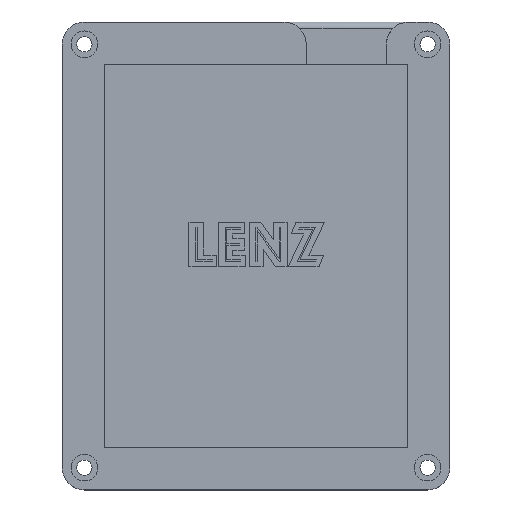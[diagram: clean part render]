
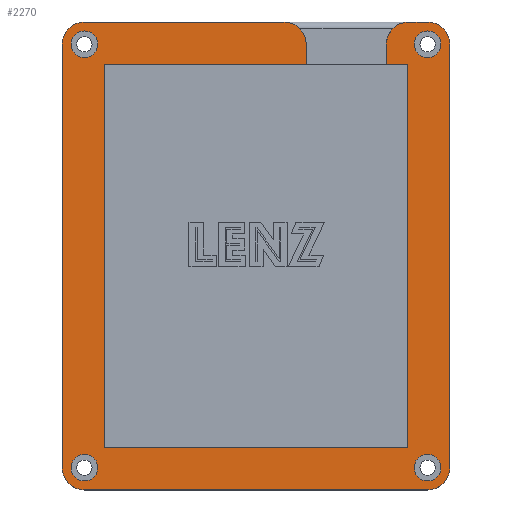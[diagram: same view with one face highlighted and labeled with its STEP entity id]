
A CAD part, top view. The second image highlights one B-rep face of the part: STEP entity #2270.
In plain terms, the highlighted planar face has unit normal (0, 0, 1).
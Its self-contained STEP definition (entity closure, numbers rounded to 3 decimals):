
#41=FACE_BOUND('',#316,.T.);
#42=FACE_BOUND('',#317,.T.);
#43=FACE_BOUND('',#318,.T.);
#44=FACE_BOUND('',#319,.T.);
#66=PLANE('',#2437);
#178=FACE_OUTER_BOUND('',#315,.T.);
#315=EDGE_LOOP('',(#1641,#1642,#1643,#1644,#1645,#1646,#1647,#1648,#1649,
#1650,#1651,#1652,#1653,#1654,#1655,#1656,#1657,#1658));
#316=EDGE_LOOP('',(#1659));
#317=EDGE_LOOP('',(#1660));
#318=EDGE_LOOP('',(#1661));
#319=EDGE_LOOP('',(#1662));
#456=LINE('',#3311,#731);
#457=LINE('',#3315,#732);
#458=LINE('',#3319,#733);
#459=LINE('',#3323,#734);
#460=LINE('',#3327,#735);
#461=LINE('',#3331,#736);
#462=LINE('',#3333,#737);
#463=LINE('',#3335,#738);
#464=LINE('',#3337,#739);
#465=LINE('',#3339,#740);
#466=LINE('',#3341,#741);
#467=LINE('',#3342,#742);
#731=VECTOR('',#2674,10.);
#732=VECTOR('',#2677,10.);
#733=VECTOR('',#2680,10.);
#734=VECTOR('',#2683,10.);
#735=VECTOR('',#2686,10.);
#736=VECTOR('',#2689,10.);
#737=VECTOR('',#2690,10.);
#738=VECTOR('',#2691,10.);
#739=VECTOR('',#2692,10.);
#740=VECTOR('',#2693,10.);
#741=VECTOR('',#2694,10.);
#742=VECTOR('',#2695,10.);
#1009=CIRCLE('',#2436,5.);
#1010=CIRCLE('',#2438,5.);
#1011=CIRCLE('',#2439,5.);
#1012=CIRCLE('',#2440,5.);
#1013=CIRCLE('',#2441,5.);
#1014=CIRCLE('',#2442,5.);
#1015=CIRCLE('',#2443,3.);
#1016=CIRCLE('',#2444,3.);
#1017=CIRCLE('',#2445,3.);
#1018=CIRCLE('',#2446,3.);
#1063=VERTEX_POINT('',#3304);
#1064=VERTEX_POINT('',#3305);
#1065=VERTEX_POINT('',#3310);
#1066=VERTEX_POINT('',#3312);
#1067=VERTEX_POINT('',#3314);
#1068=VERTEX_POINT('',#3316);
#1069=VERTEX_POINT('',#3318);
#1070=VERTEX_POINT('',#3320);
#1071=VERTEX_POINT('',#3322);
#1072=VERTEX_POINT('',#3324);
#1073=VERTEX_POINT('',#3326);
#1074=VERTEX_POINT('',#3328);
#1075=VERTEX_POINT('',#3330);
#1076=VERTEX_POINT('',#3332);
#1077=VERTEX_POINT('',#3334);
#1078=VERTEX_POINT('',#3336);
#1079=VERTEX_POINT('',#3338);
#1080=VERTEX_POINT('',#3340);
#1081=VERTEX_POINT('',#3343);
#1082=VERTEX_POINT('',#3345);
#1083=VERTEX_POINT('',#3347);
#1084=VERTEX_POINT('',#3349);
#1286=EDGE_CURVE('',#1063,#1064,#1009,.T.);
#1289=EDGE_CURVE('',#1063,#1065,#456,.T.);
#1290=EDGE_CURVE('',#1066,#1065,#1010,.T.);
#1291=EDGE_CURVE('',#1066,#1067,#457,.T.);
#1292=EDGE_CURVE('',#1068,#1067,#1011,.T.);
#1293=EDGE_CURVE('',#1068,#1069,#458,.T.);
#1294=EDGE_CURVE('',#1070,#1069,#1012,.T.);
#1295=EDGE_CURVE('',#1070,#1071,#459,.T.);
#1296=EDGE_CURVE('',#1072,#1071,#1013,.T.);
#1297=EDGE_CURVE('',#1072,#1073,#460,.T.);
#1298=EDGE_CURVE('',#1074,#1073,#1014,.T.);
#1299=EDGE_CURVE('',#1074,#1075,#461,.T.);
#1300=EDGE_CURVE('',#1075,#1076,#462,.T.);
#1301=EDGE_CURVE('',#1076,#1077,#463,.T.);
#1302=EDGE_CURVE('',#1077,#1078,#464,.T.);
#1303=EDGE_CURVE('',#1078,#1079,#465,.T.);
#1304=EDGE_CURVE('',#1079,#1080,#466,.T.);
#1305=EDGE_CURVE('',#1080,#1064,#467,.T.);
#1306=EDGE_CURVE('',#1081,#1081,#1015,.T.);
#1307=EDGE_CURVE('',#1082,#1082,#1016,.T.);
#1308=EDGE_CURVE('',#1083,#1083,#1017,.T.);
#1309=EDGE_CURVE('',#1084,#1084,#1018,.T.);
#1641=ORIENTED_EDGE('',*,*,#1286,.F.);
#1642=ORIENTED_EDGE('',*,*,#1289,.T.);
#1643=ORIENTED_EDGE('',*,*,#1290,.F.);
#1644=ORIENTED_EDGE('',*,*,#1291,.T.);
#1645=ORIENTED_EDGE('',*,*,#1292,.F.);
#1646=ORIENTED_EDGE('',*,*,#1293,.T.);
#1647=ORIENTED_EDGE('',*,*,#1294,.F.);
#1648=ORIENTED_EDGE('',*,*,#1295,.T.);
#1649=ORIENTED_EDGE('',*,*,#1296,.F.);
#1650=ORIENTED_EDGE('',*,*,#1297,.T.);
#1651=ORIENTED_EDGE('',*,*,#1298,.F.);
#1652=ORIENTED_EDGE('',*,*,#1299,.T.);
#1653=ORIENTED_EDGE('',*,*,#1300,.T.);
#1654=ORIENTED_EDGE('',*,*,#1301,.T.);
#1655=ORIENTED_EDGE('',*,*,#1302,.T.);
#1656=ORIENTED_EDGE('',*,*,#1303,.T.);
#1657=ORIENTED_EDGE('',*,*,#1304,.T.);
#1658=ORIENTED_EDGE('',*,*,#1305,.T.);
#1659=ORIENTED_EDGE('',*,*,#1306,.T.);
#1660=ORIENTED_EDGE('',*,*,#1307,.T.);
#1661=ORIENTED_EDGE('',*,*,#1308,.T.);
#1662=ORIENTED_EDGE('',*,*,#1309,.T.);
#2270=ADVANCED_FACE('',(#178,#41,#42,#43,#44),#66,.T.);
#2436=AXIS2_PLACEMENT_3D('',#3306,#2668,#2669);
#2437=AXIS2_PLACEMENT_3D('',#3309,#2672,#2673);
#2438=AXIS2_PLACEMENT_3D('',#3313,#2675,#2676);
#2439=AXIS2_PLACEMENT_3D('',#3317,#2678,#2679);
#2440=AXIS2_PLACEMENT_3D('',#3321,#2681,#2682);
#2441=AXIS2_PLACEMENT_3D('',#3325,#2684,#2685);
#2442=AXIS2_PLACEMENT_3D('',#3329,#2687,#2688);
#2443=AXIS2_PLACEMENT_3D('',#3344,#2696,#2697);
#2444=AXIS2_PLACEMENT_3D('',#3346,#2698,#2699);
#2445=AXIS2_PLACEMENT_3D('',#3348,#2700,#2701);
#2446=AXIS2_PLACEMENT_3D('',#3350,#2702,#2703);
#2668=DIRECTION('center_axis',(0.,0.,-1.));
#2669=DIRECTION('ref_axis',(0.707,0.707,0.));
#2672=DIRECTION('center_axis',(0.,0.,1.));
#2673=DIRECTION('ref_axis',(1.,0.,0.));
#2674=DIRECTION('',(-1.,0.,0.));
#2675=DIRECTION('center_axis',(0.,0.,-1.));
#2676=DIRECTION('ref_axis',(-0.707,0.707,0.));
#2677=DIRECTION('',(0.,-1.,0.));
#2678=DIRECTION('center_axis',(0.,0.,-1.));
#2679=DIRECTION('ref_axis',(-0.707,-0.707,0.));
#2680=DIRECTION('',(1.,0.,0.));
#2681=DIRECTION('center_axis',(0.,0.,-1.));
#2682=DIRECTION('ref_axis',(0.707,-0.707,0.));
#2683=DIRECTION('',(0.,1.,0.));
#2684=DIRECTION('center_axis',(0.,0.,-1.));
#2685=DIRECTION('ref_axis',(0.707,0.707,0.));
#2686=DIRECTION('',(-1.,0.,0.));
#2687=DIRECTION('center_axis',(0.,0.,-1.));
#2688=DIRECTION('ref_axis',(-0.707,0.707,0.));
#2689=DIRECTION('',(0.,-1.,0.));
#2690=DIRECTION('',(1.,0.,0.));
#2691=DIRECTION('',(0.,-1.,0.));
#2692=DIRECTION('',(-1.,0.,0.));
#2693=DIRECTION('',(0.,1.,0.));
#2694=DIRECTION('',(1.,0.,0.));
#2695=DIRECTION('',(0.,1.,0.));
#2696=DIRECTION('center_axis',(0.,0.,-1.));
#2697=DIRECTION('ref_axis',(1.,0.,0.));
#2698=DIRECTION('center_axis',(0.,0.,-1.));
#2699=DIRECTION('ref_axis',(1.,0.,0.));
#2700=DIRECTION('center_axis',(0.,0.,-1.));
#2701=DIRECTION('ref_axis',(1.,0.,0.));
#2702=DIRECTION('center_axis',(0.,0.,-1.));
#2703=DIRECTION('ref_axis',(1.,0.,0.));
#3304=CARTESIAN_POINT('',(40.25,95.5,13.));
#3305=CARTESIAN_POINT('',(45.25,90.5,13.));
#3306=CARTESIAN_POINT('Origin',(40.25,90.5,13.));
#3309=CARTESIAN_POINT('Origin',(34.,43.,13.));
#3310=CARTESIAN_POINT('',(-4.5,95.5,13.));
#3311=CARTESIAN_POINT('',(77.5,95.5,13.));
#3312=CARTESIAN_POINT('',(-9.5,90.5,13.));
#3313=CARTESIAN_POINT('Origin',(-4.5,90.5,13.));
#3314=CARTESIAN_POINT('',(-9.5,-4.5,13.));
#3315=CARTESIAN_POINT('',(-9.5,90.5,13.));
#3316=CARTESIAN_POINT('',(-4.5,-9.5,13.));
#3317=CARTESIAN_POINT('Origin',(-4.5,-4.5,13.));
#3318=CARTESIAN_POINT('',(72.5,-9.5,13.));
#3319=CARTESIAN_POINT('',(-9.5,-9.5,13.));
#3320=CARTESIAN_POINT('',(77.5,-4.5,13.));
#3321=CARTESIAN_POINT('Origin',(72.5,-4.5,13.));
#3322=CARTESIAN_POINT('',(77.5,90.5,13.));
#3323=CARTESIAN_POINT('',(77.5,-4.5,13.));
#3324=CARTESIAN_POINT('',(72.5,95.5,13.));
#3325=CARTESIAN_POINT('Origin',(72.5,90.5,13.));
#3326=CARTESIAN_POINT('',(68.25,95.5,13.));
#3327=CARTESIAN_POINT('',(77.5,95.5,13.));
#3328=CARTESIAN_POINT('',(63.25,90.5,13.));
#3329=CARTESIAN_POINT('Origin',(68.25,90.5,13.));
#3330=CARTESIAN_POINT('',(63.25,86.,13.));
#3331=CARTESIAN_POINT('',(63.25,69.25,13.));
#3332=CARTESIAN_POINT('',(68.,86.,13.));
#3333=CARTESIAN_POINT('',(68.,86.,13.));
#3334=CARTESIAN_POINT('',(68.,0.,13.));
#3335=CARTESIAN_POINT('',(68.,0.,13.));
#3336=CARTESIAN_POINT('',(0.,0.,13.));
#3337=CARTESIAN_POINT('',(77.5,0.,13.));
#3338=CARTESIAN_POINT('',(0.,86.,13.));
#3339=CARTESIAN_POINT('',(0.,86.,13.));
#3340=CARTESIAN_POINT('',(45.25,86.,13.));
#3341=CARTESIAN_POINT('',(68.,86.,13.));
#3342=CARTESIAN_POINT('',(45.25,64.5,13.));
#3343=CARTESIAN_POINT('',(-7.5,90.5,13.));
#3344=CARTESIAN_POINT('Origin',(-4.5,90.5,13.));
#3345=CARTESIAN_POINT('',(69.5,-4.5,13.));
#3346=CARTESIAN_POINT('Origin',(72.5,-4.5,13.));
#3347=CARTESIAN_POINT('',(-7.5,-4.5,13.));
#3348=CARTESIAN_POINT('Origin',(-4.5,-4.5,13.));
#3349=CARTESIAN_POINT('',(69.5,90.5,13.));
#3350=CARTESIAN_POINT('Origin',(72.5,90.5,13.));
